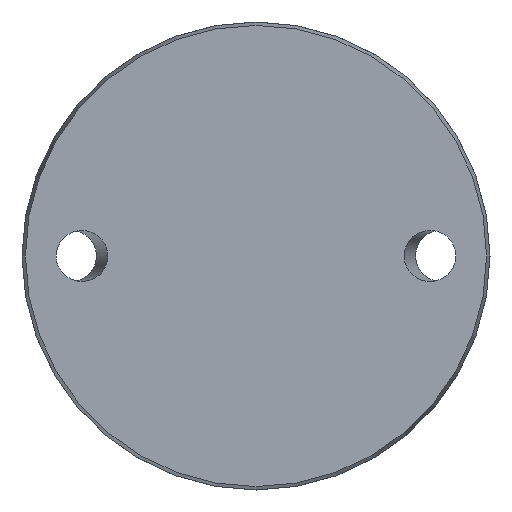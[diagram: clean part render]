
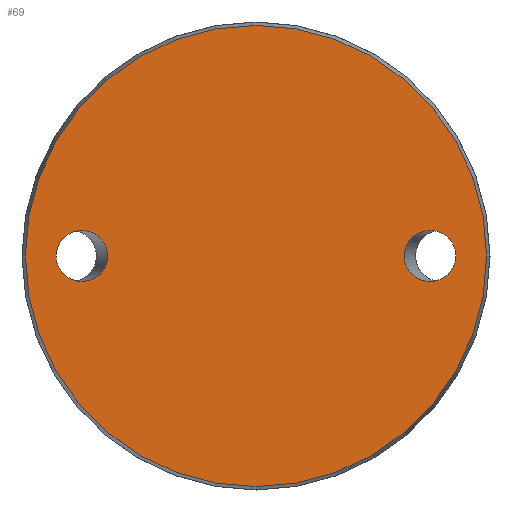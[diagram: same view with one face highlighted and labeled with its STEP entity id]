
A CAD part, front view. The second image highlights one B-rep face of the part: STEP entity #69.
In plain terms, the highlighted planar face has unit normal (0, -1, 0).
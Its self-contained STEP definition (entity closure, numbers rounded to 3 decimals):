
#40 = EDGE_CURVE ( 'NONE', #261, #261, #550, .T. ) ;
#64 = CARTESIAN_POINT ( 'NONE',  ( 33.309, 0., 0. ) ) ;
#69 = ADVANCED_FACE ( 'NONE', ( #115, #166, #276 ), #334, .F. ) ;
#79 = CARTESIAN_POINT ( 'NONE',  ( -24.691, 0., 8.5 ) ) ;
#80 = CARTESIAN_POINT ( 'NONE',  ( 0., 0., -38.425 ) ) ;
#108 = DIRECTION ( 'NONE',  ( 0., -1., 0. ) ) ;
#115 = FACE_BOUND ( 'NONE', #360, .T. ) ;
#127 = ORIENTED_EDGE ( 'NONE', *, *, #40, .T. ) ;
#130 = CARTESIAN_POINT ( 'NONE',  ( -24.691, 0., -8.5 ) ) ;
#131 = VERTEX_POINT ( 'NONE', #80 ) ;
#166 = FACE_BOUND ( 'NONE', #425, .T. ) ;
#170 = ORIENTED_EDGE ( 'NONE', *, *, #351, .T. ) ;
#177 = CARTESIAN_POINT ( 'NONE',  ( -33.309, 0., 0. ) ) ;
#212 = AXIS2_PLACEMENT_3D ( 'NONE', #428, #108, #488 ) ;
#261 = VERTEX_POINT ( 'NONE', #483 ) ;
#275 = CARTESIAN_POINT ( 'NONE',  ( 24.691, 0., 0. ) ) ;
#276 = FACE_OUTER_BOUND ( 'NONE', #547, .T. ) ;
#283 = CARTESIAN_POINT ( 'NONE',  ( 33.309, 0., 0. ) ) ;
#292 =( BOUNDED_CURVE ( )  B_SPLINE_CURVE ( 3, ( #64, #616, #606, #275, #436, #628, #283 ),
 .UNSPECIFIED., .T., .F. ) 
 B_SPLINE_CURVE_WITH_KNOTS ( ( 4, 3, 4 ),
 ( 0., 3.142, 6.283 ),
 .UNSPECIFIED. ) 
 CURVE ( )  GEOMETRIC_REPRESENTATION_ITEM ( )  RATIONAL_B_SPLINE_CURVE ( ( 1., 0.333, 0.333, 1., 0.333, 0.333, 1. ) ) 
 REPRESENTATION_ITEM ( '' )  );
#334 = PLANE ( 'NONE',  #418 ) ;
#341 = CARTESIAN_POINT ( 'NONE',  ( -33.309, 0., 0. ) ) ;
#351 = EDGE_CURVE ( 'NONE', #131, #131, #491, .T. ) ;
#360 = EDGE_LOOP ( 'NONE', ( #127 ) ) ;
#418 = AXIS2_PLACEMENT_3D ( 'NONE', #607, #559, #618 ) ;
#425 = EDGE_LOOP ( 'NONE', ( #536 ) ) ;
#428 = CARTESIAN_POINT ( 'NONE',  ( 0., 0., 0. ) ) ;
#436 = CARTESIAN_POINT ( 'NONE',  ( 24.691, 0., 8.5 ) ) ;
#447 = CARTESIAN_POINT ( 'NONE',  ( -33.309, 0., 8.5 ) ) ;
#457 = EDGE_CURVE ( 'NONE', #612, #612, #292, .T. ) ;
#483 = CARTESIAN_POINT ( 'NONE',  ( -33.309, 0., 0. ) ) ;
#488 = DIRECTION ( 'NONE',  ( 0., 0., -1. ) ) ;
#491 = CIRCLE ( 'NONE', #212, 38.425 ) ;
#497 = CARTESIAN_POINT ( 'NONE',  ( -33.309, 0., -8.5 ) ) ;
#536 = ORIENTED_EDGE ( 'NONE', *, *, #457, .T. ) ;
#547 = EDGE_LOOP ( 'NONE', ( #170 ) ) ;
#550 =( BOUNDED_CURVE ( )  B_SPLINE_CURVE ( 3, ( #177, #447, #79, #621, #130, #497, #341 ),
 .UNSPECIFIED., .T., .F. ) 
 B_SPLINE_CURVE_WITH_KNOTS ( ( 4, 3, 4 ),
 ( 0., 3.142, 6.283 ),
 .UNSPECIFIED. ) 
 CURVE ( )  GEOMETRIC_REPRESENTATION_ITEM ( )  RATIONAL_B_SPLINE_CURVE ( ( 1., 0.333, 0.333, 1., 0.333, 0.333, 1. ) ) 
 REPRESENTATION_ITEM ( '' )  );
#559 = DIRECTION ( 'NONE',  ( 0., 1., 0. ) ) ;
#606 = CARTESIAN_POINT ( 'NONE',  ( 24.691, 0., -8.5 ) ) ;
#607 = CARTESIAN_POINT ( 'NONE',  ( -38.425, 0., 0. ) ) ;
#612 = VERTEX_POINT ( 'NONE', #619 ) ;
#616 = CARTESIAN_POINT ( 'NONE',  ( 33.309, 0., -8.5 ) ) ;
#618 = DIRECTION ( 'NONE',  ( 0., 0., 1. ) ) ;
#619 = CARTESIAN_POINT ( 'NONE',  ( 33.309, 0., 0. ) ) ;
#621 = CARTESIAN_POINT ( 'NONE',  ( -24.691, 0., 0. ) ) ;
#628 = CARTESIAN_POINT ( 'NONE',  ( 33.309, 0., 8.5 ) ) ;
